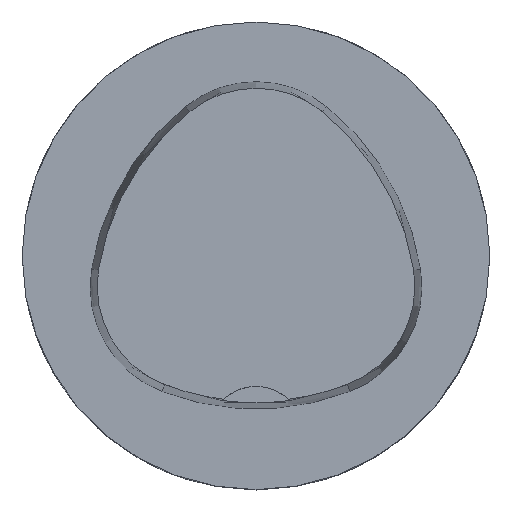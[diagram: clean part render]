
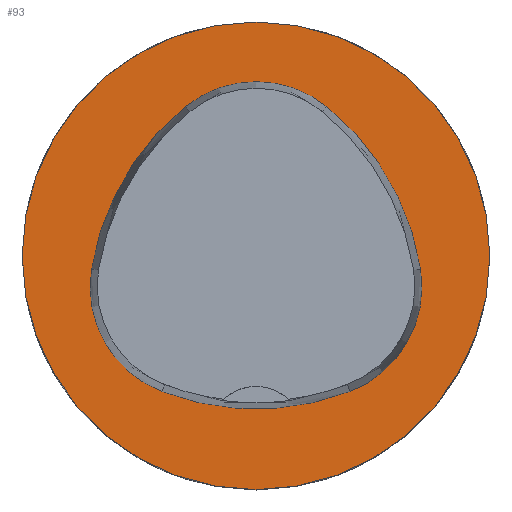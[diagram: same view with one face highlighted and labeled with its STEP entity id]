
A CAD part, top view. The second image highlights one B-rep face of the part: STEP entity #93.
In plain terms, the highlighted planar face has unit normal (0, 0, 1).
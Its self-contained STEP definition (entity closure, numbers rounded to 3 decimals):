
#37=PLANE('',#549);
#93=ADVANCED_FACE('',(#155,#156),#37,.T.);
#123=CIRCLE('',#521,25.);
#124=CIRCLE('',#527,28.);
#126=CIRCLE('',#530,12.);
#128=CIRCLE('',#533,28.);
#130=CIRCLE('',#536,12.);
#134=CIRCLE('',#541,28.);
#136=CIRCLE('',#544,12.);
#155=FACE_BOUND('',#188,.T.);
#156=FACE_BOUND('',#189,.T.);
#188=EDGE_LOOP('',(#285,#286,#287,#288,#289,#290));
#189=EDGE_LOOP('',(#291));
#285=ORIENTED_EDGE('',*,*,#430,.T.);
#286=ORIENTED_EDGE('',*,*,#410,.T.);
#287=ORIENTED_EDGE('',*,*,#414,.T.);
#288=ORIENTED_EDGE('',*,*,#417,.T.);
#289=ORIENTED_EDGE('',*,*,#420,.T.);
#290=ORIENTED_EDGE('',*,*,#428,.T.);
#291=ORIENTED_EDGE('',*,*,#401,.F.);
#358=VERTEX_POINT('',#773);
#367=VERTEX_POINT('',#792);
#368=VERTEX_POINT('',#793);
#371=VERTEX_POINT('',#801);
#373=VERTEX_POINT('',#807);
#375=VERTEX_POINT('',#813);
#382=VERTEX_POINT('',#834);
#401=EDGE_CURVE('',#358,#358,#123,.T.);
#410=EDGE_CURVE('',#367,#368,#124,.T.);
#414=EDGE_CURVE('',#368,#371,#126,.T.);
#417=EDGE_CURVE('',#371,#373,#128,.T.);
#420=EDGE_CURVE('',#373,#375,#130,.T.);
#428=EDGE_CURVE('',#375,#382,#134,.T.);
#430=EDGE_CURVE('',#382,#367,#136,.T.);
#521=AXIS2_PLACEMENT_3D('',#772,#606,#607);
#527=AXIS2_PLACEMENT_3D('',#791,#622,#623);
#530=AXIS2_PLACEMENT_3D('',#800,#630,#631);
#533=AXIS2_PLACEMENT_3D('',#806,#637,#638);
#536=AXIS2_PLACEMENT_3D('',#812,#644,#645);
#541=AXIS2_PLACEMENT_3D('',#835,#656,#657);
#544=AXIS2_PLACEMENT_3D('',#838,#662,#663);
#549=AXIS2_PLACEMENT_3D('',#843,#672,#673);
#606=DIRECTION('',(0.,0.,-1.));
#607=DIRECTION('',(-1.,0.,0.));
#622=DIRECTION('',(0.,0.,-1.));
#623=DIRECTION('',(-1.,0.,0.));
#630=DIRECTION('',(0.,0.,-1.));
#631=DIRECTION('',(-1.,0.,0.));
#637=DIRECTION('',(0.,0.,-1.));
#638=DIRECTION('',(-1.,0.,0.));
#644=DIRECTION('',(0.,0.,-1.));
#645=DIRECTION('',(-1.,0.,0.));
#656=DIRECTION('',(0.,0.,-1.));
#657=DIRECTION('',(-1.,0.,0.));
#662=DIRECTION('',(0.,0.,-1.));
#663=DIRECTION('',(-1.,0.,0.));
#672=DIRECTION('',(0.,0.,1.));
#673=DIRECTION('',(1.,0.,0.));
#772=CARTESIAN_POINT('',(0.,0.,0.));
#773=CARTESIAN_POINT('',(-25.,0.,0.));
#791=CARTESIAN_POINT('',(10.068,-5.824,0.));
#792=CARTESIAN_POINT('',(-17.584,-1.424,0.));
#793=CARTESIAN_POINT('',(-7.531,15.953,0.));
#800=CARTESIAN_POINT('',(0.011,6.62,0.));
#801=CARTESIAN_POINT('',(7.567,15.942,0.));
#806=CARTESIAN_POINT('',(-10.063,-5.81,0.));
#807=CARTESIAN_POINT('',(17.59,-1.418,0.));
#812=CARTESIAN_POINT('',(5.739,-3.3,0.));
#813=CARTESIAN_POINT('',(10.05,-14.499,0.));
#834=CARTESIAN_POINT('',(-10.025,-14.516,0.));
#835=CARTESIAN_POINT('',(-0.01,11.631,0.));
#838=CARTESIAN_POINT('',(-5.733,-3.31,0.));
#843=CARTESIAN_POINT('',(0.,0.,0.));
